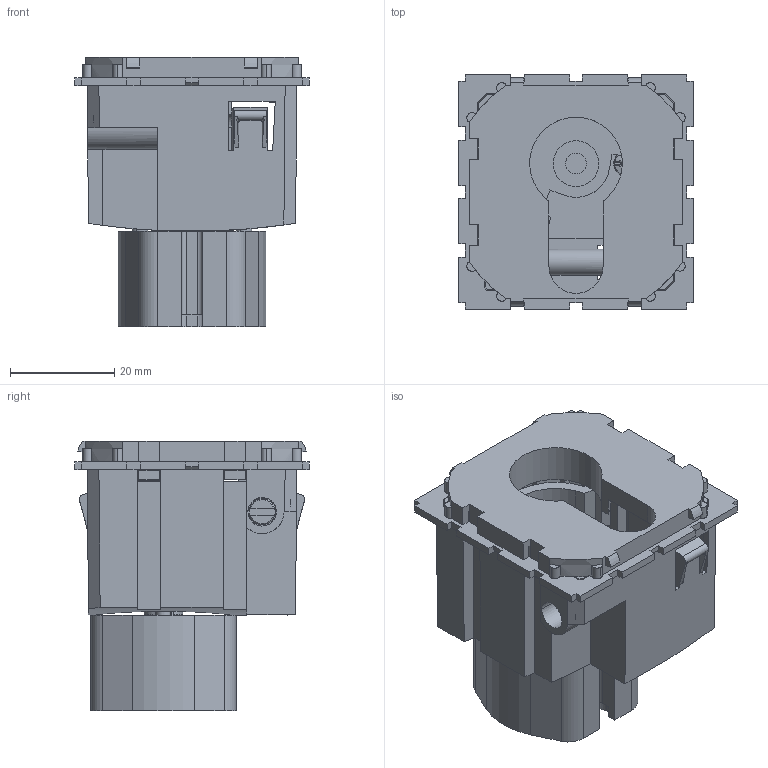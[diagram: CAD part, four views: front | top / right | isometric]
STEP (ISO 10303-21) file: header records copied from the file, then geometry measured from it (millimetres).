
FILE_DESCRIPTION(('CATIA V5 STEP Exchange','CAx-IF Rec.Pracs.--- Model Styling and Organization---1.5--- 2016-08-15','CAx-IF Rec.Pracs.---Supplemental Geometry---1.0---2011-11-01','CAx-IF Rec.Pracs.--- Composite Materials ---1.1---2010-07-15'),'2;1');
FILE_NAME('CM0071s.stp','2024-02-12T12:46:07+00:00',('none'),('none'),'CATIA Version 5-6 Release 2020 SP5','CATIA V5 STEP AP214 v2','none');
FILE_SCHEMA(('AUTOMOTIVE_DESIGN { 1 0 10303 214 1 1 1 1 }'));
Length unit declared in the file: millimetre
Products named in the file (1): CM0071
Bounding box: 45.05 x 45.05 x 51.9 mm (x, y, z)
Volume: 27806.9 mm3; surface area: 26852.8 mm2
Topology: 7 solids, 7 shells, 681 faces, 1991 edges, 1316 vertices
Faces by surface type: plane 490, cylinder 135, cone 24, sphere 14, torus 12, bspline 6
Entity records: 21822 total; most frequent: CARTESIAN_POINT 5134, ORIENTED_EDGE 3962, DIRECTION 2474, EDGE_CURVE 1981, VERTEX_POINT 1316, VECTOR 1298, LINE 1298, AXIS2_PLACEMENT_3D 780
